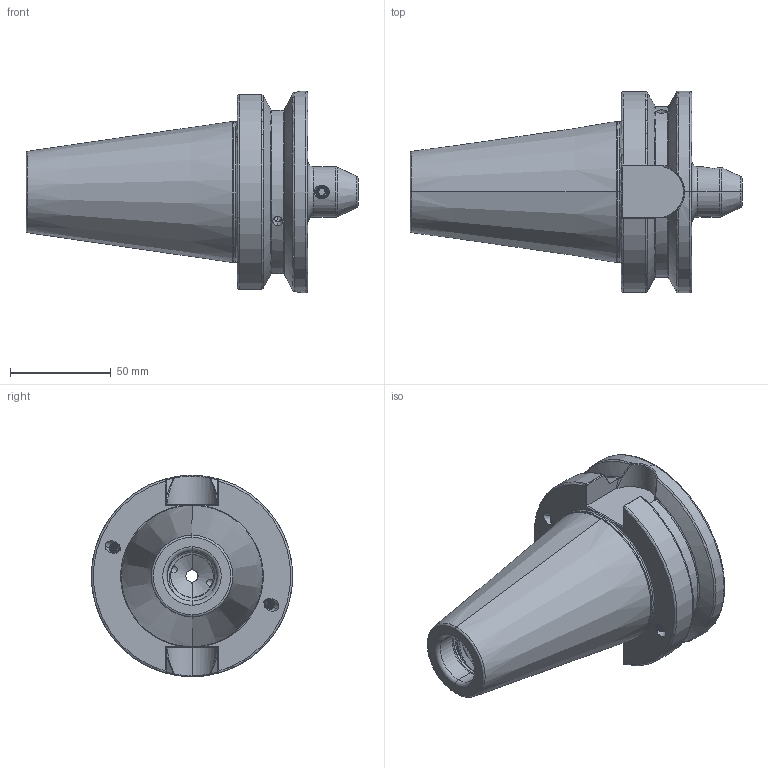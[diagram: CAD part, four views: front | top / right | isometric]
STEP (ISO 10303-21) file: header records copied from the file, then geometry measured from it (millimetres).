
FILE_DESCRIPTION (( 'STEP AP203' ), '1' );
FILE_NAME ('506.04.06.K.STEP', '2016-08-08T05:45:49', ( '' ), ( '' ), 'SwSTEP 2.0', 'SolidWorks 2012', '' );
FILE_SCHEMA (( 'CONFIG_CONTROL_DESIGN' ));
Length unit declared in the file: millimetre
Products named in the file (3): 506.04.06.K; 側固6_M6x1_10L
Assembly tree (2 placements, depth 2):
  506.04.06.K
    506.04.06.K
    側固6_M6x1_10L
Bounding box: 164.8 x 100 x 100 mm (x, y, z)
Volume: 453128.6 mm3; surface area: 59377.4 mm2
Topology: 2 solids, 2 shells, 306 faces, 826 edges, 524 vertices
Faces by surface type: cylinder 135, plane 53, bspline 43, torus 39, cone 34, sphere 2
Entity records: 24515 total; most frequent: CARTESIAN_POINT 17592, ORIENTED_EDGE 1640, DIRECTION 1104, EDGE_CURVE 820, VERTEX_POINT 524, AXIS2_PLACEMENT_3D 438, EDGE_LOOP 324, ADVANCED_FACE 306
